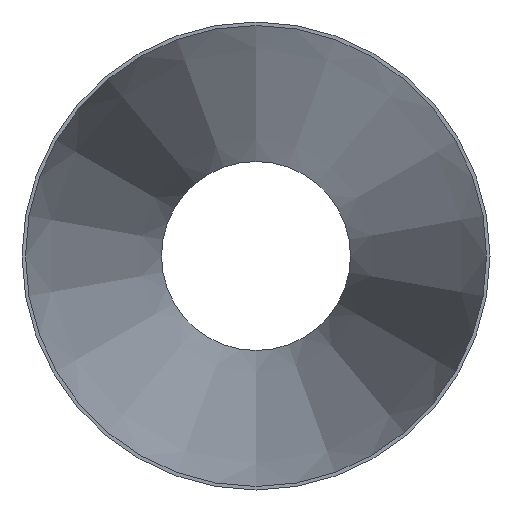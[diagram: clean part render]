
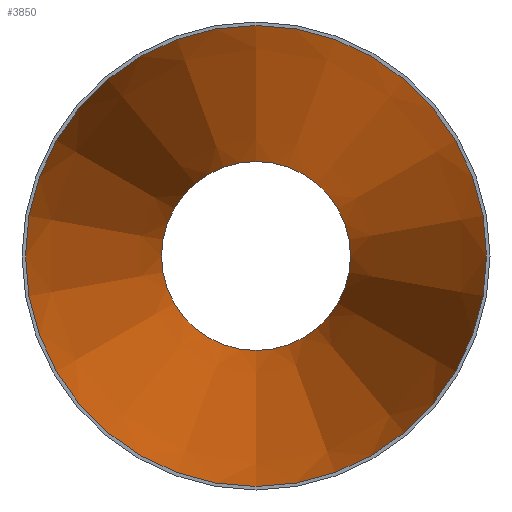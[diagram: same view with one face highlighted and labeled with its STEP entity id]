
A CAD part, front view. The second image highlights one B-rep face of the part: STEP entity #3850.
In plain terms, the highlighted conical face has half-angle 9.464 degrees and reference radius 134.472 mm.
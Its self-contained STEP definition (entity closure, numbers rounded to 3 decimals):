
#1117 = EDGE_CURVE ( 'NONE', #17674, #17674, #20614, .T. ) ;
#3850 = ADVANCED_FACE ( 'NONE', ( #25057, #17048 ), #14096, .F. ) ;
#4505 = DIRECTION ( 'NONE',  ( 0., 0., -1. ) ) ;
#4658 = DIRECTION ( 'NONE',  ( 0., 0., -1. ) ) ;
#6253 = CARTESIAN_POINT ( 'NONE',  ( 0., 0., 0. ) ) ;
#6640 = CARTESIAN_POINT ( 'NONE',  ( 0., 0., 0. ) ) ;
#7151 = EDGE_LOOP ( 'NONE', ( #19606 ) ) ;
#9877 = VERTEX_POINT ( 'NONE', #21629 ) ;
#11898 = AXIS2_PLACEMENT_3D ( 'NONE', #6253, #22731, #4658 ) ;
#13315 = EDGE_LOOP ( 'NONE', ( #15469 ) ) ;
#14096 = CONICAL_SURFACE ( 'NONE', #20021, 134.472, 0.165 ) ;
#15469 = ORIENTED_EDGE ( 'NONE', *, *, #19921, .T. ) ;
#15567 = CARTESIAN_POINT ( 'NONE',  ( 0., 476., 0. ) ) ;
#17048 = FACE_OUTER_BOUND ( 'NONE', #13315, .T. ) ;
#17674 = VERTEX_POINT ( 'NONE', #18061 ) ;
#18061 = CARTESIAN_POINT ( 'NONE',  ( 0., 476., -55.122 ) ) ;
#19369 = AXIS2_PLACEMENT_3D ( 'NONE', #15567, #19672, #19550 ) ;
#19550 = DIRECTION ( 'NONE',  ( 0., 0., -1. ) ) ;
#19606 = ORIENTED_EDGE ( 'NONE', *, *, #1117, .F. ) ;
#19672 = DIRECTION ( 'NONE',  ( 0., -1., 0. ) ) ;
#19921 = EDGE_CURVE ( 'NONE', #9877, #9877, #22459, .T. ) ;
#20021 = AXIS2_PLACEMENT_3D ( 'NONE', #6640, #20613, #4505 ) ;
#20613 = DIRECTION ( 'NONE',  ( 0., -1., 0. ) ) ;
#20614 = CIRCLE ( 'NONE', #19369, 55.122 ) ;
#21629 = CARTESIAN_POINT ( 'NONE',  ( 0., 0., -134.472 ) ) ;
#22459 = CIRCLE ( 'NONE', #11898, 134.472 ) ;
#22731 = DIRECTION ( 'NONE',  ( 0., -1., 0. ) ) ;
#25057 = FACE_BOUND ( 'NONE', #7151, .T. ) ;
